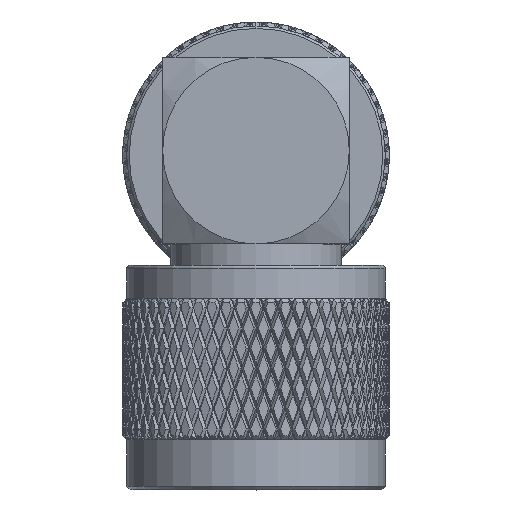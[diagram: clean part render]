
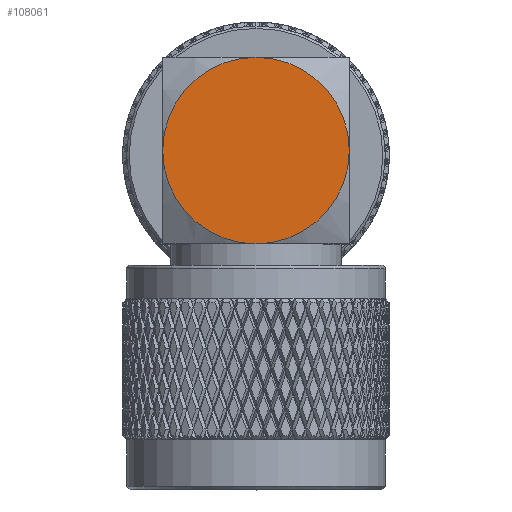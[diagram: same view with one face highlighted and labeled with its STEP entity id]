
A CAD part, top view. The second image highlights one B-rep face of the part: STEP entity #108061.
In plain terms, the highlighted face is planar.
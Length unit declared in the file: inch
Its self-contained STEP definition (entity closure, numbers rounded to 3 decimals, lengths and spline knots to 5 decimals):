
#372 = AXIS2_PLACEMENT_3D ( 'NONE', #116624, #96204, #218722 ) ;
#6344 = EDGE_CURVE ( 'NONE', #146152, #101402, #259983, .T. ) ;
#12454 = DIRECTION ( 'NONE',  ( 1., 0., 0. ) ) ;
#19562 = DIRECTION ( 'NONE',  ( -1., 0., 0. ) ) ;
#34268 = CARTESIAN_POINT ( 'NONE',  ( 0.3875, -0.6298, -0.28 ) ) ;
#40734 = DIRECTION ( 'NONE',  ( 1., 0., 0. ) ) ;
#51994 = ORIENTED_EDGE ( 'NONE', *, *, #198872, .T. ) ;
#57012 = CIRCLE ( 'NONE', #372, 0.28 ) ;
#74242 = AXIS2_PLACEMENT_3D ( 'NONE', #86231, #208725, #19562 ) ;
#78735 = CIRCLE ( 'NONE', #74242, 0.28 ) ;
#86231 = CARTESIAN_POINT ( 'NONE',  ( 0.3875, -0.6298, -0.28 ) ) ;
#86587 = CARTESIAN_POINT ( 'NONE',  ( 0.3875, -0.9098, -0.28 ) ) ;
#96204 = DIRECTION ( 'NONE',  ( 0., 0., 1. ) ) ;
#97375 = CARTESIAN_POINT ( 'NONE',  ( 0.6675, -0.6298, -0.28 ) ) ;
#101402 = VERTEX_POINT ( 'NONE', #97375 ) ;
#104662 = EDGE_CURVE ( 'NONE', #101402, #258692, #123391, .T. ) ;
#106125 = DIRECTION ( 'NONE',  ( 0., 0., 1. ) ) ;
#108061 = ADVANCED_FACE ( 'NONE', ( #164455 ), #247595, .F. ) ;
#116624 = CARTESIAN_POINT ( 'NONE',  ( 0.3875, -0.6298, -0.28 ) ) ;
#123391 = CIRCLE ( 'NONE', #262583, 0.28 ) ;
#124474 = EDGE_CURVE ( 'NONE', #260794, #146152, #57012, .T. ) ;
#125560 = CARTESIAN_POINT ( 'NONE',  ( 0.3875, -0.3498, -0.28 ) ) ;
#142939 = DIRECTION ( 'NONE',  ( 1., 0., 0. ) ) ;
#144113 = CARTESIAN_POINT ( 'NONE',  ( 0., 0., -0.28 ) ) ;
#146152 = VERTEX_POINT ( 'NONE', #86587 ) ;
#164455 = FACE_OUTER_BOUND ( 'NONE', #190135, .T. ) ;
#188841 = AXIS2_PLACEMENT_3D ( 'NONE', #144113, #227160, #40734 ) ;
#190135 = EDGE_LOOP ( 'NONE', ( #233066, #215620, #247447, #51994 ) ) ;
#198872 = EDGE_CURVE ( 'NONE', #260794, #258692, #78735, .T. ) ;
#198942 = DIRECTION ( 'NONE',  ( 0., 0., 1. ) ) ;
#207641 = AXIS2_PLACEMENT_3D ( 'NONE', #34268, #198942, #12454 ) ;
#208725 = DIRECTION ( 'NONE',  ( 0., 0., -1. ) ) ;
#215620 = ORIENTED_EDGE ( 'NONE', *, *, #6344, .F. ) ;
#218722 = DIRECTION ( 'NONE',  ( 1., 0., 0. ) ) ;
#227160 = DIRECTION ( 'NONE',  ( 0., 0., 1. ) ) ;
#230093 = CARTESIAN_POINT ( 'NONE',  ( 0.1075, -0.6298, -0.28 ) ) ;
#233066 = ORIENTED_EDGE ( 'NONE', *, *, #104662, .F. ) ;
#247447 = ORIENTED_EDGE ( 'NONE', *, *, #124474, .F. ) ;
#247595 = PLANE ( 'NONE',  #188841 ) ;
#258692 = VERTEX_POINT ( 'NONE', #125560 ) ;
#259983 = CIRCLE ( 'NONE', #207641, 0.28 ) ;
#260794 = VERTEX_POINT ( 'NONE', #230093 ) ;
#262583 = AXIS2_PLACEMENT_3D ( 'NONE', #266879, #106125, #142939 ) ;
#266879 = CARTESIAN_POINT ( 'NONE',  ( 0.3875, -0.6298, -0.28 ) ) ;
